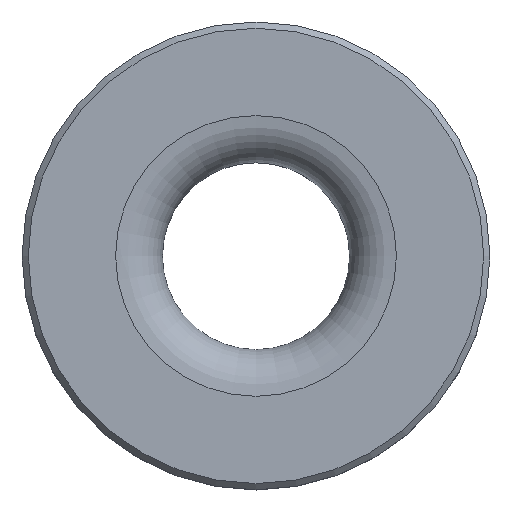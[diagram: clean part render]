
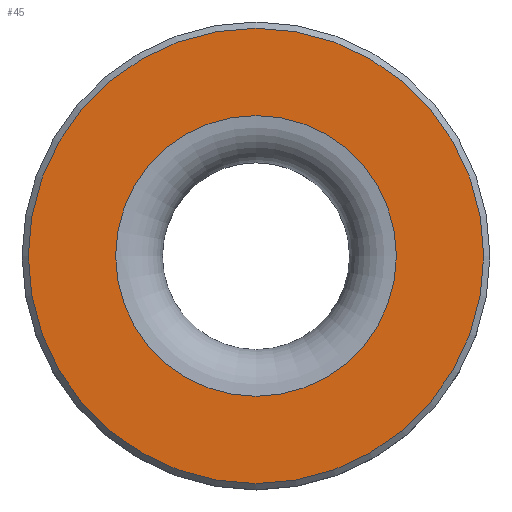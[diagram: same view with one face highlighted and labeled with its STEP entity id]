
A CAD part, top view. The second image highlights one B-rep face of the part: STEP entity #45.
In plain terms, the highlighted planar face has unit normal (0, 0, 1).
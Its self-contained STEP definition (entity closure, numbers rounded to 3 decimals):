
#45 = ADVANCED_FACE( '', ( #98, #99 ), #100, .F. );
#98 = FACE_OUTER_BOUND( '', #165, .T. );
#99 = FACE_BOUND( '', #166, .T. );
#100 = PLANE( '', #167 );
#165 = EDGE_LOOP( '', ( #232 ) );
#166 = EDGE_LOOP( '', ( #233 ) );
#167 = AXIS2_PLACEMENT_3D( '', #234, #235, #236 );
#232 = ORIENTED_EDGE( '', *, *, #304, .T. );
#233 = ORIENTED_EDGE( '', *, *, #313, .T. );
#234 = CARTESIAN_POINT( '', ( 0., 0., 10. ) );
#235 = DIRECTION( '', ( 0., 0., -1. ) );
#236 = DIRECTION( '', ( -1., 0., 0. ) );
#304 = EDGE_CURVE( '', #334, #334, #335, .F. );
#313 = EDGE_CURVE( '', #349, #349, #350, .T. );
#334 = VERTEX_POINT( '', #379 );
#335 = CIRCLE( '', #380, 7.3 );
#349 = VERTEX_POINT( '', #394 );
#350 = CIRCLE( '', #395, 4.5 );
#379 = CARTESIAN_POINT( '', ( -7.3, 0., 10. ) );
#380 = AXIS2_PLACEMENT_3D( '', #423, #424, #425 );
#394 = CARTESIAN_POINT( '', ( -4.5, 0., 10. ) );
#395 = AXIS2_PLACEMENT_3D( '', #441, #442, #443 );
#423 = CARTESIAN_POINT( '', ( 0., 0., 10. ) );
#424 = DIRECTION( '', ( 0., 0., -1. ) );
#425 = DIRECTION( '', ( -1., 0., 0. ) );
#441 = CARTESIAN_POINT( '', ( 0., 0., 10. ) );
#442 = DIRECTION( '', ( 0., 0., -1. ) );
#443 = DIRECTION( '', ( -1., 0., 0. ) );
